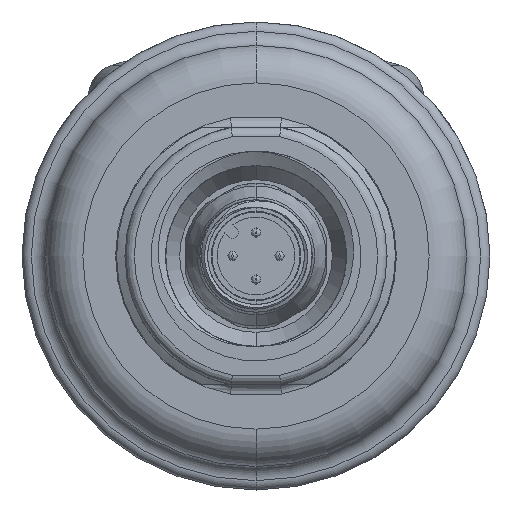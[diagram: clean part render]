
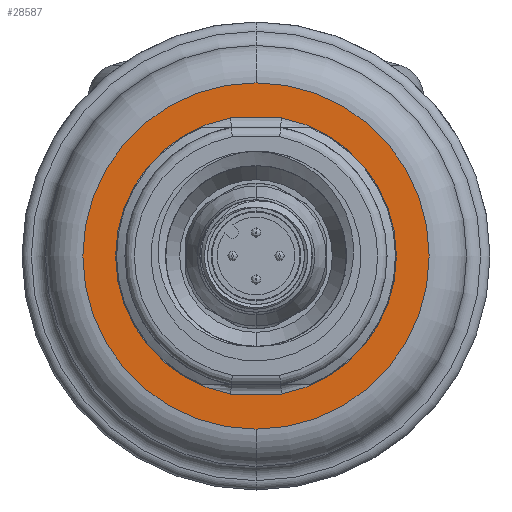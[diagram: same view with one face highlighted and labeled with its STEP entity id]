
A CAD part, front view. The second image highlights one B-rep face of the part: STEP entity #28587.
In plain terms, the highlighted planar face has unit normal (0, -1, 0).
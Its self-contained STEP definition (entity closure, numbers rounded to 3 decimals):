
#3907=CARTESIAN_POINT('',(0.,-3.,0.));
#3908=DIRECTION('',(0.,-1.,0.));
#3909=DIRECTION('',(0.,0.,-1.));
#3910=AXIS2_PLACEMENT_3D('',#3907,#3908,#3909);
#3912=CARTESIAN_POINT('',(0.,-3.,0.));
#3913=DIRECTION('',(0.,-1.,0.));
#3914=DIRECTION('',(0.,0.,1.));
#3915=AXIS2_PLACEMENT_3D('',#3912,#3913,#3914);
#3917=CARTESIAN_POINT('',(0.,-3.,0.));
#3918=DIRECTION('',(0.,-1.,0.));
#3919=DIRECTION('',(-0.182,0.,0.983));
#3920=AXIS2_PLACEMENT_3D('',#3917,#3918,#3919);
#3922=DIRECTION('',(1.,0.,0.));
#3923=VECTOR('',#3922,5.454);
#3924=CARTESIAN_POINT('',(-2.727,-3.,-14.75));
#3925=LINE('',#3924,#3923);
#3926=CARTESIAN_POINT('',(0.,-3.,0.));
#3927=DIRECTION('',(0.,-1.,0.));
#3928=DIRECTION('',(0.182,0.,-0.983));
#3929=AXIS2_PLACEMENT_3D('',#3926,#3927,#3928);
#3931=DIRECTION('',(-1.,0.,0.));
#3932=VECTOR('',#3931,5.454);
#3933=CARTESIAN_POINT('',(2.727,-3.,14.75));
#3934=LINE('',#3933,#3932);
#24862=CARTESIAN_POINT('',(-2.727,-3.,14.75));
#24863=CARTESIAN_POINT('',(-2.727,-3.,-14.75));
#24864=VERTEX_POINT('',#24862);
#24865=VERTEX_POINT('',#24863);
#24870=CARTESIAN_POINT('',(2.727,-3.,-14.75));
#24871=CARTESIAN_POINT('',(2.727,-3.,14.75));
#24872=VERTEX_POINT('',#24870);
#24873=VERTEX_POINT('',#24871);
#25122=CARTESIAN_POINT('',(0.,-3.,-18.5));
#25123=CARTESIAN_POINT('',(0.,-3.,18.5));
#25124=VERTEX_POINT('',#25122);
#25125=VERTEX_POINT('',#25123);
#28567=CARTESIAN_POINT('',(0.,-3.,0.));
#28568=DIRECTION('',(0.,-1.,0.));
#28569=DIRECTION('',(0.,0.,1.));
#28570=AXIS2_PLACEMENT_3D('',#28567,#28568,#28569);
#28571=PLANE('',#28570);
#28573=ORIENTED_EDGE('',*,*,#28572,.F.);
#28575=ORIENTED_EDGE('',*,*,#28574,.F.);
#28576=EDGE_LOOP('',(#28573,#28575));
#28577=FACE_OUTER_BOUND('',#28576,.F.);
#28578=ORIENTED_EDGE('',*,*,#28557,.T.);
#28580=ORIENTED_EDGE('',*,*,#28579,.T.);
#28582=ORIENTED_EDGE('',*,*,#28581,.T.);
#28584=ORIENTED_EDGE('',*,*,#28583,.T.);
#28585=EDGE_LOOP('',(#28578,#28580,#28582,#28584));
#28586=FACE_BOUND('',#28585,.F.);
#28587=ADVANCED_FACE('',(#28577,#28586),#28571,.T.);
#3911=CIRCLE('',#3910,18.5);
#3916=CIRCLE('',#3915,18.5);
#3921=CIRCLE('',#3920,15.);
#3930=CIRCLE('',#3929,15.);
#28557=EDGE_CURVE('',#24864,#24865,#3921,.T.);
#28572=EDGE_CURVE('',#25124,#25125,#3911,.T.);
#28574=EDGE_CURVE('',#25125,#25124,#3916,.T.);
#28579=EDGE_CURVE('',#24865,#24872,#3925,.T.);
#28581=EDGE_CURVE('',#24872,#24873,#3930,.T.);
#28583=EDGE_CURVE('',#24873,#24864,#3934,.T.);
